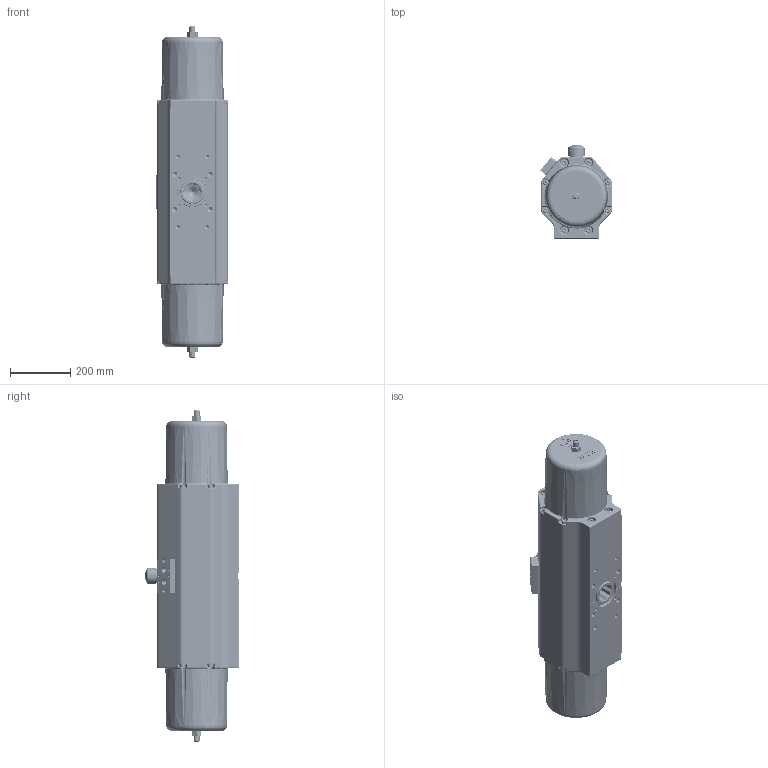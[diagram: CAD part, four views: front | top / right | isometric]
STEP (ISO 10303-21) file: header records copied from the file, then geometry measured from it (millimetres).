
FILE_DESCRIPTION(/* description */ (''),/* implementation_level */ '2;1');
FILE_NAME(/* name */ 'EB20_1 - SYS F12_F16.stp',/* time_stamp */ '2017-11-22T09:50:07+01:00',/* author */ ('Brumpreuksch'),/* organization */ (''),/* preprocessor_version */ 'ST-DEVELOPER v16.5',/* originating_system */ 'Autodesk Inventor 2017',/* authorisation */ '');
FILE_SCHEMA (('AUTOMOTIVE_DESIGN { 1 0 10303 214 3 1 1 }'));
Products named in the file (1): EB20_1 - SYS F12_F16
Bounding box: 237.03 x 311 x 1101 mm (x, y, z)
Volume: 25964868 mm3; surface area: 3755793.8 mm2
Topology: 3 solids, 91 shells, 3625 faces, 8771 edges, 5302 vertices
Faces by surface type: plane 1246, cylinder 961, bspline 511, torus 377, cone 363, sphere 167
Full cylindrical faces by diameter (mm): 2 x10, 2.5 x2, 3 x8, 4 x48, 4.134 x4, 4.2 x1, 4.917 x7, 5 x16, 5.5 x1, 6 x2, 6.6 x2, 8.376 x18, 10 x20, 10.106 x4, 10.5 x16, 11 x18, 12 x3, 13 x2, 13.835 x6, 16 x18, 16.5 x1, 17.294 x4, 18.631 x2, 20 x24, 20.3 x4, 21 x1, 22 x6, 22.05 x2, 24.9 x1, 26 x3
Entity records: 143214 total; most frequent: CARTESIAN_POINT 61965, DIRECTION 15905, ORIENTED_EDGE 15586, EDGE_CURVE 7785, AXIS2_PLACEMENT_3D 6503, VERTEX_POINT 5035, EDGE_LOOP 4594, FACE_OUTER_BOUND 3625
